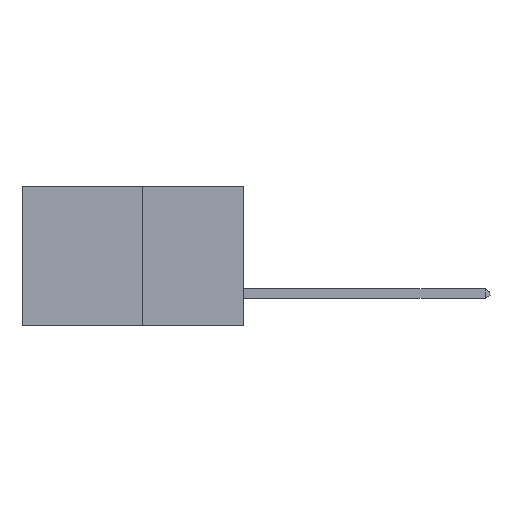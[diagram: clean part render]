
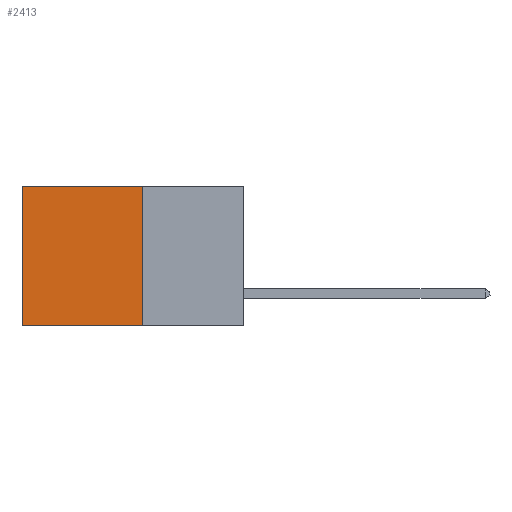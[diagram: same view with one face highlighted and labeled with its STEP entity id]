
A CAD part, left-side view. The second image highlights one B-rep face of the part: STEP entity #2413.
In plain terms, the highlighted planar face has unit normal (-1, 0, 0).
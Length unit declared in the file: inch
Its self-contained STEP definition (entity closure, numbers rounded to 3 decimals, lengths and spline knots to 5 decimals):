
#178 = EDGE_CURVE ( 'NONE', #458, #8938, #9601, .T. ) ;
#318 = ORIENTED_EDGE ( 'NONE', *, *, #7101, .T. ) ;
#382 = EDGE_CURVE ( 'NONE', #11780, #4481, #1521, .T. ) ;
#458 = VERTEX_POINT ( 'NONE', #2660 ) ;
#1080 = CARTESIAN_POINT ( 'NONE',  ( 0.277, 0.59, -0.37 ) ) ;
#1341 = VECTOR ( 'NONE', #13017, 39.37008 ) ;
#1521 = LINE ( 'NONE', #3608, #12315 ) ;
#2087 = ORIENTED_EDGE ( 'NONE', *, *, #382, .F. ) ;
#2413 = ADVANCED_FACE ( 'NONE', ( #10964 ), #4628, .F. ) ;
#2660 = CARTESIAN_POINT ( 'NONE',  ( 0.277, 0.59, 0. ) ) ;
#3000 = DIRECTION ( 'NONE',  ( 0., 0., -1. ) ) ;
#3523 = EDGE_LOOP ( 'NONE', ( #6279, #13387, #2087, #318 ) ) ;
#3608 = CARTESIAN_POINT ( 'NONE',  ( 0.277, 0.27, -0.37 ) ) ;
#4255 = DIRECTION ( 'NONE',  ( 0., 1., 0. ) ) ;
#4481 = VERTEX_POINT ( 'NONE', #4846 ) ;
#4628 = PLANE ( 'NONE',  #13172 ) ;
#4683 = CARTESIAN_POINT ( 'NONE',  ( 0.277, 0.27, -0.37 ) ) ;
#4846 = CARTESIAN_POINT ( 'NONE',  ( 0.277, 0.27, -0.37 ) ) ;
#5029 = DIRECTION ( 'NONE',  ( 0., 0., -1. ) ) ;
#5091 = DIRECTION ( 'NONE',  ( 1., 0., 0. ) ) ;
#6279 = ORIENTED_EDGE ( 'NONE', *, *, #178, .T. ) ;
#6785 = CARTESIAN_POINT ( 'NONE',  ( 0.277, 0.27, -0.37 ) ) ;
#6832 = DIRECTION ( 'NONE',  ( 0., 1., 0. ) ) ;
#7101 = EDGE_CURVE ( 'NONE', #11780, #458, #12612, .T. ) ;
#7446 = CARTESIAN_POINT ( 'NONE',  ( 0.277, 0.27, 0. ) ) ;
#8938 = VERTEX_POINT ( 'NONE', #1080 ) ;
#9601 = LINE ( 'NONE', #11182, #1341 ) ;
#9775 = VECTOR ( 'NONE', #4255, 39.37008 ) ;
#10824 = EDGE_CURVE ( 'NONE', #4481, #8938, #11149, .T. ) ;
#10964 = FACE_OUTER_BOUND ( 'NONE', #3523, .T. ) ;
#11149 = LINE ( 'NONE', #6785, #13300 ) ;
#11182 = CARTESIAN_POINT ( 'NONE',  ( 0.277, 0.59, -0.37 ) ) ;
#11780 = VERTEX_POINT ( 'NONE', #11789 ) ;
#11789 = CARTESIAN_POINT ( 'NONE',  ( 0.277, 0.27, 0. ) ) ;
#12315 = VECTOR ( 'NONE', #3000, 39.37008 ) ;
#12612 = LINE ( 'NONE', #7446, #9775 ) ;
#13017 = DIRECTION ( 'NONE',  ( 0., 0., -1. ) ) ;
#13172 = AXIS2_PLACEMENT_3D ( 'NONE', #4683, #5091, #5029 ) ;
#13300 = VECTOR ( 'NONE', #6832, 39.37008 ) ;
#13387 = ORIENTED_EDGE ( 'NONE', *, *, #10824, .F. ) ;
